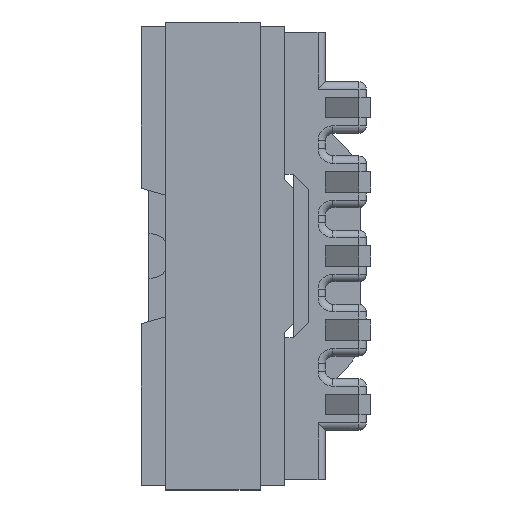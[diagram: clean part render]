
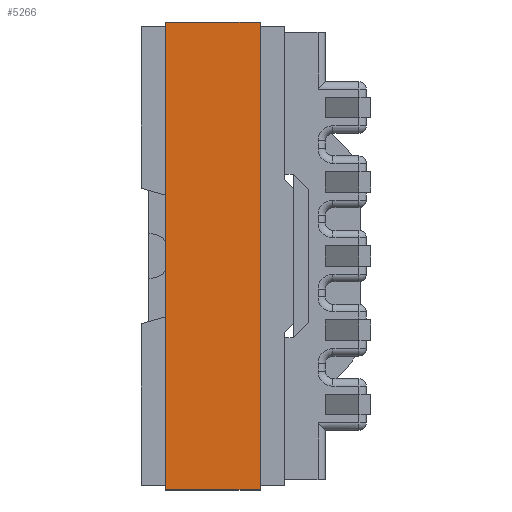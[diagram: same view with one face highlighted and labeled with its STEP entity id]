
A CAD part, left-side view. The second image highlights one B-rep face of the part: STEP entity #5266.
In plain terms, the highlighted face is planar.
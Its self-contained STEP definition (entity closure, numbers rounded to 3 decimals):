
#18 = CARTESIAN_POINT ( 'NONE',  ( -0.15, 0.15, 0. ) ) ;
#1042 = ORIENTED_EDGE ( 'NONE', *, *, #8852, .T. ) ;
#1215 = DIRECTION ( 'NONE',  ( 0., -1., 0. ) ) ;
#1243 = VERTEX_POINT ( 'NONE', #7084 ) ;
#1983 = DIRECTION ( 'NONE',  ( 0., 0., -1. ) ) ;
#2006 = CARTESIAN_POINT ( 'NONE',  ( 15.55, 0.15, 0. ) ) ;
#2067 = CARTESIAN_POINT ( 'NONE',  ( -0.15, 0.15, 3.18 ) ) ;
#2110 = DIRECTION ( 'NONE',  ( -1., 0., 0. ) ) ;
#2331 = VERTEX_POINT ( 'NONE', #11603 ) ;
#2338 = CARTESIAN_POINT ( 'NONE',  ( -0.15, 0.15, 3.18 ) ) ;
#2677 = CARTESIAN_POINT ( 'NONE',  ( 15.55, 0.15, 3.18 ) ) ;
#2922 = VERTEX_POINT ( 'NONE', #2006 ) ;
#3340 = LINE ( 'NONE', #2067, #6323 ) ;
#3354 = DIRECTION ( 'NONE',  ( 0., 0., -1. ) ) ;
#4517 = VECTOR ( 'NONE', #11226, 1000. ) ;
#4988 = EDGE_CURVE ( 'NONE', #1243, #13035, #11833, .T. ) ;
#5097 = VECTOR ( 'NONE', #2110, 1000. ) ;
#5193 = VECTOR ( 'NONE', #13027, 1000. ) ;
#5202 = EDGE_CURVE ( 'NONE', #13035, #2331, #3340, .T. ) ;
#5266 = ADVANCED_FACE ( 'NONE', ( #9064 ), #11347, .F. ) ;
#5293 = ORIENTED_EDGE ( 'NONE', *, *, #5202, .F. ) ;
#6323 = VECTOR ( 'NONE', #1983, 1000. ) ;
#6594 = LINE ( 'NONE', #18, #5097 ) ;
#7068 = EDGE_CURVE ( 'NONE', #2922, #2331, #6594, .T. ) ;
#7084 = CARTESIAN_POINT ( 'NONE',  ( 15.55, 0.15, 3.18 ) ) ;
#7342 = LINE ( 'NONE', #2677, #5193 ) ;
#8095 = CARTESIAN_POINT ( 'NONE',  ( -0.15, 0.15, 3.18 ) ) ;
#8629 = ORIENTED_EDGE ( 'NONE', *, *, #7068, .T. ) ;
#8852 = EDGE_CURVE ( 'NONE', #1243, #2922, #7342, .T. ) ;
#9064 = FACE_OUTER_BOUND ( 'NONE', #9735, .T. ) ;
#9350 = AXIS2_PLACEMENT_3D ( 'NONE', #12388, #1215, #3354 ) ;
#9735 = EDGE_LOOP ( 'NONE', ( #8629, #5293, #12683, #1042 ) ) ;
#11226 = DIRECTION ( 'NONE',  ( -1., 0., 0. ) ) ;
#11347 = PLANE ( 'NONE',  #9350 ) ;
#11603 = CARTESIAN_POINT ( 'NONE',  ( -0.15, 0.15, 0. ) ) ;
#11833 = LINE ( 'NONE', #8095, #4517 ) ;
#12388 = CARTESIAN_POINT ( 'NONE',  ( -0.15, 0.15, 3.18 ) ) ;
#12683 = ORIENTED_EDGE ( 'NONE', *, *, #4988, .F. ) ;
#13027 = DIRECTION ( 'NONE',  ( 0., 0., -1. ) ) ;
#13035 = VERTEX_POINT ( 'NONE', #2338 ) ;
